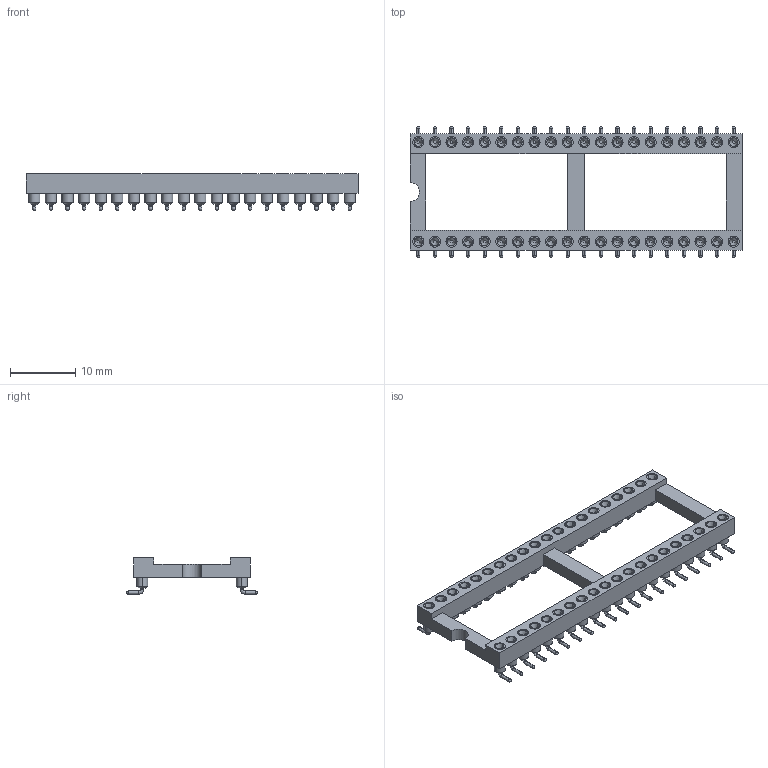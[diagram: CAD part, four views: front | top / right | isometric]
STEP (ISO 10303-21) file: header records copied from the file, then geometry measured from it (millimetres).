
FILE_DESCRIPTION (( 'STEP AP214' ), '1' );
FILE_NAME ('User Library-40pin 0.6inch 2.54mm IC DIP-SMD Socket Round Hole.STEP', '2021-08-20T20:28:01', ( '' ), ( '' ), 'SwSTEP 2.0', 'SolidWorks 2021', '' );
FILE_SCHEMA (( 'AUTOMOTIVE_DESIGN' ));
Length unit declared in the file: millimetre
Products named in the file (1): User Library-40pin 0.6inch 2.54mm IC DIP-SMD Socket Round Hole
Bounding box: 50.8 x 20.04 x 5.59 mm (x, y, z)
Volume: 1210.1 mm3; surface area: 2644 mm2
Topology: 1 solids, 1 shells, 898 faces, 1974 edges, 1156 vertices
Faces by surface type: cylinder 481, cone 160, plane 137, bspline 120
Entity records: 34002 total; most frequent: CARTESIAN_POINT 5749, DIRECTION 4654, ORIENTED_EDGE 3788, AXIS2_PLACEMENT_3D 1981, EDGE_CURVE 1894, CIRCLE 1202, VERTEX_POINT 1156, EDGE_LOOP 1060
